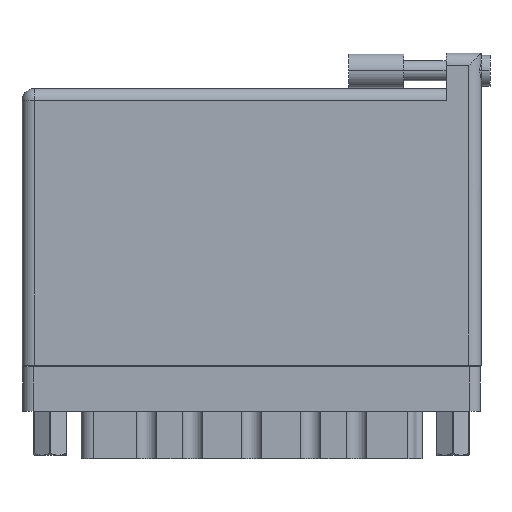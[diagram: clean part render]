
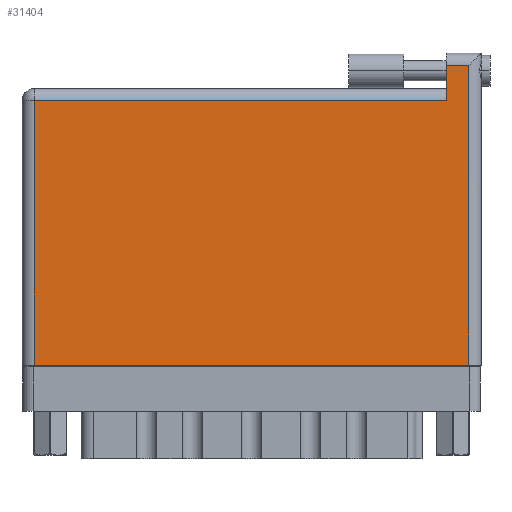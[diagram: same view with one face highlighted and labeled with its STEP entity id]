
A CAD part, front view. The second image highlights one B-rep face of the part: STEP entity #31404.
In plain terms, the highlighted face is planar.
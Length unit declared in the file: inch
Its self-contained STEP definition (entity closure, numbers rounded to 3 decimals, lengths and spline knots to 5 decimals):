
#2572 = CARTESIAN_POINT ( 'NONE',  ( 2.403, 1.766, 0. ) ) ;
#3482 = VERTEX_POINT ( 'NONE', #47105 ) ;
#5119 = CARTESIAN_POINT ( 'NONE',  ( 0.07, 0., 0. ) ) ;
#5123 = ORIENTED_EDGE ( 'NONE', *, *, #42483, .T. ) ;
#5806 = LINE ( 'NONE', #27581, #24518 ) ;
#8657 = ORIENTED_EDGE ( 'NONE', *, *, #49610, .T. ) ;
#8946 = DIRECTION ( 'NONE',  ( -1., 0., 0. ) ) ;
#12157 = LINE ( 'NONE', #47236, #13670 ) ;
#12242 = CARTESIAN_POINT ( 'NONE',  ( 2.403, 1.496, 0. ) ) ;
#12396 = DIRECTION ( 'NONE',  ( 0., -1., 0. ) ) ;
#13670 = VECTOR ( 'NONE', #18455, 39.37008 ) ;
#15608 = CARTESIAN_POINT ( 'NONE',  ( 0., 1.566, 0. ) ) ;
#15729 = CARTESIAN_POINT ( 'NONE',  ( 0., 0., 0. ) ) ;
#16674 = LINE ( 'NONE', #60206, #18187 ) ;
#18187 = VECTOR ( 'NONE', #60423, 39.37008 ) ;
#18352 = ORIENTED_EDGE ( 'NONE', *, *, #57189, .T. ) ;
#18455 = DIRECTION ( 'NONE',  ( 0., -1., 0. ) ) ;
#20216 = DIRECTION ( 'NONE',  ( 0., 0., -1. ) ) ;
#22835 = VECTOR ( 'NONE', #12396, 39.37008 ) ;
#24518 = VECTOR ( 'NONE', #37013, 39.37008 ) ;
#27581 = CARTESIAN_POINT ( 'NONE',  ( 0., 1.696, 0. ) ) ;
#28806 = CARTESIAN_POINT ( 'NONE',  ( 0.07, 1.496, 0. ) ) ;
#29702 = PLANE ( 'NONE',  #47500 ) ;
#29843 = ORIENTED_EDGE ( 'NONE', *, *, #51396, .T. ) ;
#30226 = DIRECTION ( 'NONE',  ( 1., 0., 0. ) ) ;
#31404 = ADVANCED_FACE ( 'NONE', ( #47693 ), #29702, .F. ) ;
#35508 = CARTESIAN_POINT ( 'NONE',  ( 2.53, 0., 0. ) ) ;
#37013 = DIRECTION ( 'NONE',  ( -1., 0., 0. ) ) ;
#37723 = CARTESIAN_POINT ( 'NONE',  ( 2.53, 1.696, 0. ) ) ;
#38454 = EDGE_CURVE ( 'NONE', #51757, #38630, #39822, .T. ) ;
#38630 = VERTEX_POINT ( 'NONE', #35508 ) ;
#39822 = LINE ( 'NONE', #15729, #50350 ) ;
#40419 = ORIENTED_EDGE ( 'NONE', *, *, #46172, .T. ) ;
#41283 = LINE ( 'NONE', #61501, #54707 ) ;
#41902 = VERTEX_POINT ( 'NONE', #37723 ) ;
#42364 = LINE ( 'NONE', #2572, #22835 ) ;
#42483 = EDGE_CURVE ( 'NONE', #41902, #3482, #5806, .T. ) ;
#43682 = EDGE_LOOP ( 'NONE', ( #46646, #29843, #5123, #8657, #18352, #40419 ) ) ;
#46172 = EDGE_CURVE ( 'NONE', #47535, #51757, #12157, .T. ) ;
#46646 = ORIENTED_EDGE ( 'NONE', *, *, #38454, .T. ) ;
#47105 = CARTESIAN_POINT ( 'NONE',  ( 2.403, 1.696, 0. ) ) ;
#47236 = CARTESIAN_POINT ( 'NONE',  ( 0.07, 0., 0. ) ) ;
#47500 = AXIS2_PLACEMENT_3D ( 'NONE', #15608, #20216, #49188 ) ;
#47535 = VERTEX_POINT ( 'NONE', #28806 ) ;
#47693 = FACE_OUTER_BOUND ( 'NONE', #43682, .T. ) ;
#49188 = DIRECTION ( 'NONE',  ( -1., 0., 0. ) ) ;
#49610 = EDGE_CURVE ( 'NONE', #3482, #54699, #42364, .T. ) ;
#50350 = VECTOR ( 'NONE', #30226, 39.37008 ) ;
#51396 = EDGE_CURVE ( 'NONE', #38630, #41902, #16674, .T. ) ;
#51757 = VERTEX_POINT ( 'NONE', #5119 ) ;
#54699 = VERTEX_POINT ( 'NONE', #12242 ) ;
#54707 = VECTOR ( 'NONE', #8946, 39.37008 ) ;
#57189 = EDGE_CURVE ( 'NONE', #54699, #47535, #41283, .T. ) ;
#60206 = CARTESIAN_POINT ( 'NONE',  ( 2.53, 1.766, 0. ) ) ;
#60423 = DIRECTION ( 'NONE',  ( 0., 1., 0. ) ) ;
#61501 = CARTESIAN_POINT ( 'NONE',  ( 0., 1.496, 0. ) ) ;
